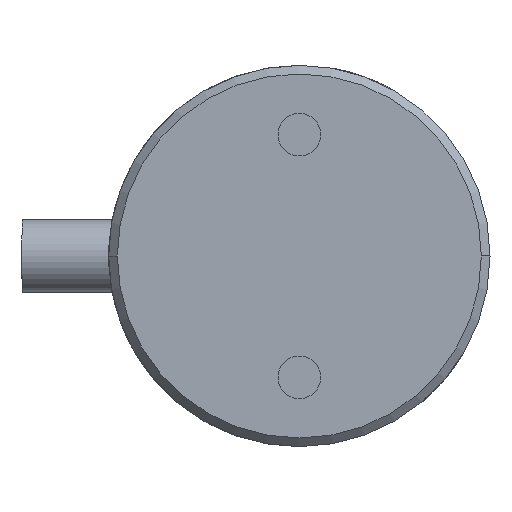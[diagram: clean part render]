
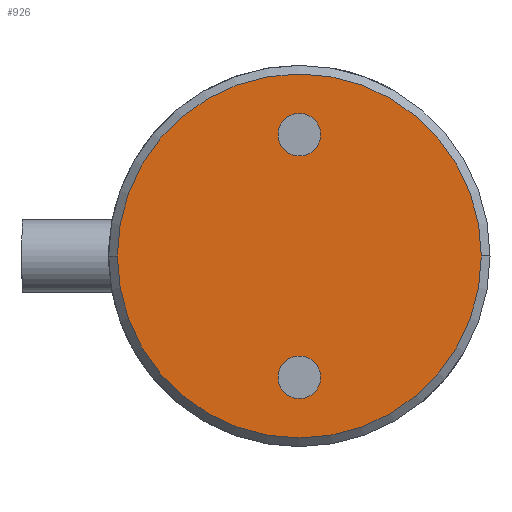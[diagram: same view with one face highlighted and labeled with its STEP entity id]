
A CAD part, left-side view. The second image highlights one B-rep face of the part: STEP entity #926.
In plain terms, the highlighted planar face has unit normal (-1, 0, 0).
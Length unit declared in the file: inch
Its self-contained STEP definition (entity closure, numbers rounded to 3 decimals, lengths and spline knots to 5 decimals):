
#46 = AXIS2_PLACEMENT_3D ( 'NONE', #2406, #3679, #3366 ) ;
#91 = AXIS2_PLACEMENT_3D ( 'NONE', #1445, #722, #191 ) ;
#99 = CARTESIAN_POINT ( 'NONE',  ( 0., 0., 0.22719 ) ) ;
#114 = DIRECTION ( 'NONE',  ( 0., 0., -1. ) ) ;
#178 = VERTEX_POINT ( 'NONE', #2537 ) ;
#180 = EDGE_CURVE ( 'NONE', #2931, #3981, #2460, .T. ) ;
#191 = DIRECTION ( 'NONE',  ( 0., 0., -1. ) ) ;
#331 = DIRECTION ( 'NONE',  ( 0., 0., -1. ) ) ;
#340 = CARTESIAN_POINT ( 'NONE',  ( 0., 0., 0. ) ) ;
#383 = CIRCLE ( 'NONE', #2049, 0.41339 ) ;
#440 = CARTESIAN_POINT ( 'NONE',  ( 0., 0., -0.22719 ) ) ;
#497 = ORIENTED_EDGE ( 'NONE', *, *, #4128, .T. ) ;
#504 = FACE_OUTER_BOUND ( 'NONE', #992, .T. ) ;
#507 = AXIS2_PLACEMENT_3D ( 'NONE', #340, #1915, #1341 ) ;
#524 = DIRECTION ( 'NONE',  ( 0., 1., 0. ) ) ;
#552 = ORIENTED_EDGE ( 'NONE', *, *, #180, .T. ) ;
#644 = CARTESIAN_POINT ( 'NONE',  ( 0., 0., -0.324 ) ) ;
#681 = VERTEX_POINT ( 'NONE', #1094 ) ;
#700 = EDGE_LOOP ( 'NONE', ( #1815, #497 ) ) ;
#722 = DIRECTION ( 'NONE',  ( 1., 0., 0. ) ) ;
#836 = CIRCLE ( 'NONE', #4044, 0.04841 ) ;
#926 = ADVANCED_FACE ( 'NONE', ( #2055, #1172, #504 ), #1805, .F. ) ;
#960 = AXIS2_PLACEMENT_3D ( 'NONE', #2981, #2685, #114 ) ;
#992 = EDGE_LOOP ( 'NONE', ( #2335, #1010 ) ) ;
#1010 = ORIENTED_EDGE ( 'NONE', *, *, #1519, .F. ) ;
#1094 = CARTESIAN_POINT ( 'NONE',  ( 0., 0.41339, 0. ) ) ;
#1172 = FACE_BOUND ( 'NONE', #700, .T. ) ;
#1214 = CARTESIAN_POINT ( 'NONE',  ( 0., 0., 0. ) ) ;
#1341 = DIRECTION ( 'NONE',  ( 0., 1., 0. ) ) ;
#1445 = CARTESIAN_POINT ( 'NONE',  ( 0., 0., 0. ) ) ;
#1447 = EDGE_CURVE ( 'NONE', #4027, #3924, #1653, .T. ) ;
#1519 = EDGE_CURVE ( 'NONE', #178, #681, #383, .T. ) ;
#1648 = EDGE_CURVE ( 'NONE', #3981, #2931, #3163, .T. ) ;
#1653 = CIRCLE ( 'NONE', #46, 0.04841 ) ;
#1805 = PLANE ( 'NONE',  #91 ) ;
#1815 = ORIENTED_EDGE ( 'NONE', *, *, #1447, .T. ) ;
#1914 = DIRECTION ( 'NONE',  ( 1., 0., 0. ) ) ;
#1915 = DIRECTION ( 'NONE',  ( 1., 0., 0. ) ) ;
#1925 = DIRECTION ( 'NONE',  ( 1., 0., 0. ) ) ;
#2044 = CIRCLE ( 'NONE', #507, 0.41339 ) ;
#2049 = AXIS2_PLACEMENT_3D ( 'NONE', #1214, #4100, #524 ) ;
#2055 = FACE_BOUND ( 'NONE', #3676, .T. ) ;
#2166 = CARTESIAN_POINT ( 'NONE',  ( 0., 0., -0.27559 ) ) ;
#2335 = ORIENTED_EDGE ( 'NONE', *, *, #3797, .F. ) ;
#2406 = CARTESIAN_POINT ( 'NONE',  ( 0., 0., 0.27559 ) ) ;
#2460 = CIRCLE ( 'NONE', #2655, 0.04841 ) ;
#2537 = CARTESIAN_POINT ( 'NONE',  ( 0., -0.41339, 0. ) ) ;
#2655 = AXIS2_PLACEMENT_3D ( 'NONE', #2166, #1914, #3185 ) ;
#2668 = ORIENTED_EDGE ( 'NONE', *, *, #1648, .T. ) ;
#2685 = DIRECTION ( 'NONE',  ( 1., 0., 0. ) ) ;
#2931 = VERTEX_POINT ( 'NONE', #644 ) ;
#2981 = CARTESIAN_POINT ( 'NONE',  ( 0., 0., -0.27559 ) ) ;
#3089 = CARTESIAN_POINT ( 'NONE',  ( 0., 0., 0.324 ) ) ;
#3163 = CIRCLE ( 'NONE', #960, 0.04841 ) ;
#3185 = DIRECTION ( 'NONE',  ( 0., 0., -1. ) ) ;
#3366 = DIRECTION ( 'NONE',  ( 0., 0., -1. ) ) ;
#3445 = CARTESIAN_POINT ( 'NONE',  ( 0., 0., 0.27559 ) ) ;
#3676 = EDGE_LOOP ( 'NONE', ( #552, #2668 ) ) ;
#3679 = DIRECTION ( 'NONE',  ( 1., 0., 0. ) ) ;
#3797 = EDGE_CURVE ( 'NONE', #681, #178, #2044, .T. ) ;
#3924 = VERTEX_POINT ( 'NONE', #3089 ) ;
#3981 = VERTEX_POINT ( 'NONE', #440 ) ;
#4027 = VERTEX_POINT ( 'NONE', #99 ) ;
#4044 = AXIS2_PLACEMENT_3D ( 'NONE', #3445, #1925, #331 ) ;
#4100 = DIRECTION ( 'NONE',  ( 1., 0., 0. ) ) ;
#4128 = EDGE_CURVE ( 'NONE', #3924, #4027, #836, .T. ) ;
